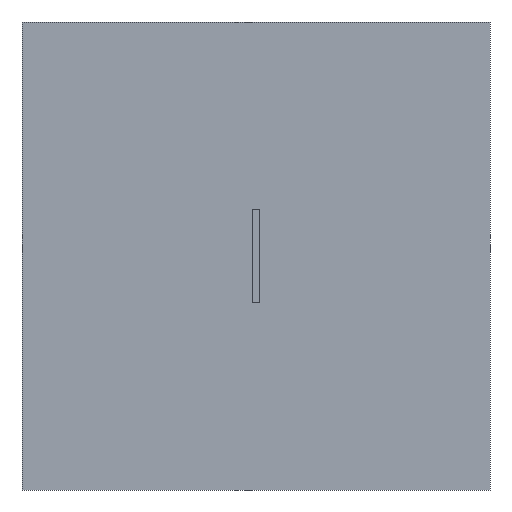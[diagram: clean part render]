
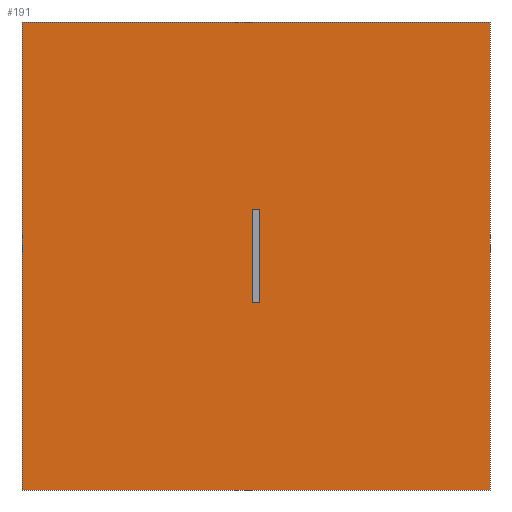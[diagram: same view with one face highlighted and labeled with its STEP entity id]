
A CAD part, front view. The second image highlights one B-rep face of the part: STEP entity #191.
In plain terms, the highlighted planar face has unit normal (0, -1, 0).
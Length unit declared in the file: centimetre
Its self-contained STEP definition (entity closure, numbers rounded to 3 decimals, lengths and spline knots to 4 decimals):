
#15=FACE_BOUND('',#33,.T.);
#21=FACE_OUTER_BOUND('',#32,.T.);
#32=EDGE_LOOP('',(#147,#148,#149,#150));
#33=EDGE_LOOP('',(#151,#152,#153,#154));
#39=LINE('',#274,#63);
#45=LINE('',#285,#69);
#46=LINE('',#288,#70);
#49=LINE('',#295,#73);
#54=LINE('',#305,#78);
#55=LINE('',#307,#79);
#56=LINE('',#308,#80);
#57=LINE('',#309,#81);
#63=VECTOR('',#226,1.);
#69=VECTOR('',#234,1.);
#70=VECTOR('',#237,1.);
#73=VECTOR('',#242,1.);
#78=VECTOR('',#251,1.);
#79=VECTOR('',#252,1.);
#80=VECTOR('',#253,1.);
#81=VECTOR('',#254,1.);
#87=VERTEX_POINT('',#272);
#88=VERTEX_POINT('',#273);
#92=VERTEX_POINT('',#283);
#93=VERTEX_POINT('',#287);
#95=VERTEX_POINT('',#293);
#96=VERTEX_POINT('',#294);
#99=VERTEX_POINT('',#304);
#100=VERTEX_POINT('',#306);
#103=EDGE_CURVE('',#87,#88,#39,.T.);
#109=EDGE_CURVE('',#88,#92,#45,.T.);
#110=EDGE_CURVE('',#92,#93,#46,.T.);
#113=EDGE_CURVE('',#95,#96,#49,.T.);
#118=EDGE_CURVE('',#95,#99,#54,.T.);
#119=EDGE_CURVE('',#100,#99,#55,.T.);
#120=EDGE_CURVE('',#96,#100,#56,.T.);
#121=EDGE_CURVE('',#87,#93,#57,.T.);
#147=ORIENTED_EDGE('',*,*,#113,.F.);
#148=ORIENTED_EDGE('',*,*,#118,.T.);
#149=ORIENTED_EDGE('',*,*,#119,.F.);
#150=ORIENTED_EDGE('',*,*,#120,.F.);
#151=ORIENTED_EDGE('',*,*,#109,.T.);
#152=ORIENTED_EDGE('',*,*,#110,.T.);
#153=ORIENTED_EDGE('',*,*,#121,.F.);
#154=ORIENTED_EDGE('',*,*,#103,.T.);
#180=PLANE('',#216);
#191=ADVANCED_FACE('',(#21,#15),#180,.T.);
#216=AXIS2_PLACEMENT_3D('',#303,#249,#250);
#226=DIRECTION('',(-1.,0.,0.));
#234=DIRECTION('',(0.,0.,1.));
#237=DIRECTION('',(1.,0.,0.));
#242=DIRECTION('',(-1.,0.,0.));
#249=DIRECTION('center_axis',(0.,-1.,0.));
#250=DIRECTION('ref_axis',(1.,0.,0.));
#251=DIRECTION('',(0.,0.,1.));
#252=DIRECTION('',(1.,0.,0.));
#253=DIRECTION('',(0.,0.,1.));
#254=DIRECTION('',(0.,0.,1.));
#272=CARTESIAN_POINT('',(0.0033,-0.0025,-0.05));
#273=CARTESIAN_POINT('',(-0.0033,-0.0025,-0.05));
#274=CARTESIAN_POINT('',(0.0033,-0.0025,-0.05));
#283=CARTESIAN_POINT('',(-0.0033,-0.0025,0.05));
#285=CARTESIAN_POINT('',(-0.0033,-0.0025,0.));
#287=CARTESIAN_POINT('',(0.0033,-0.0025,0.05));
#288=CARTESIAN_POINT('',(0.0033,-0.0025,0.05));
#293=CARTESIAN_POINT('',(0.25,-0.0025,-0.25));
#294=CARTESIAN_POINT('',(-0.25,-0.0025,-0.25));
#295=CARTESIAN_POINT('',(-0.25,-0.0025,-0.25));
#303=CARTESIAN_POINT('Origin',(-0.25,-0.0025,0.));
#304=CARTESIAN_POINT('',(0.25,-0.0025,0.25));
#305=CARTESIAN_POINT('',(0.25,-0.0025,0.));
#306=CARTESIAN_POINT('',(-0.25,-0.0025,0.25));
#307=CARTESIAN_POINT('',(-0.25,-0.0025,0.25));
#308=CARTESIAN_POINT('',(-0.25,-0.0025,0.));
#309=CARTESIAN_POINT('',(0.0033,-0.0025,0.));
